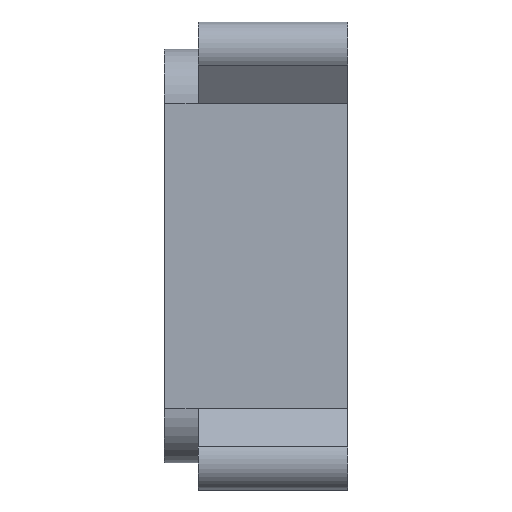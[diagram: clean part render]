
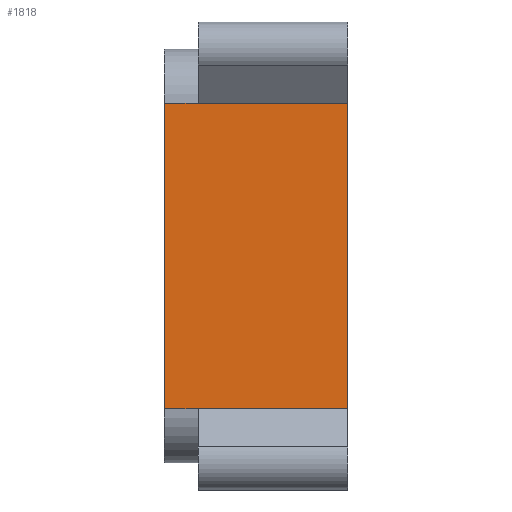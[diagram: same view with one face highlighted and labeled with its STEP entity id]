
A CAD part, left-side view. The second image highlights one B-rep face of the part: STEP entity #1818.
In plain terms, the highlighted planar face has unit normal (-1, 0, 0).
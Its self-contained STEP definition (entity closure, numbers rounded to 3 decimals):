
#14 = VERTEX_POINT ( 'NONE', #861 ) ;
#72 = VERTEX_POINT ( 'NONE', #1623 ) ;
#104 = CARTESIAN_POINT ( 'NONE',  ( -47.5, 27., -22.5 ) ) ;
#108 = VERTEX_POINT ( 'NONE', #720 ) ;
#149 = CARTESIAN_POINT ( 'NONE',  ( -47.5, 22., -22.5 ) ) ;
#161 = CARTESIAN_POINT ( 'NONE',  ( -47.5, 22., 22.5 ) ) ;
#269 = EDGE_CURVE ( 'NONE', #108, #72, #544, .T. ) ;
#282 = CARTESIAN_POINT ( 'NONE',  ( -47.5, 0., 22.5 ) ) ;
#310 = CARTESIAN_POINT ( 'NONE',  ( -47.5, 27., -22.5 ) ) ;
#333 = VECTOR ( 'NONE', #1001, 1000. ) ;
#393 = VECTOR ( 'NONE', #1267, 1000. ) ;
#402 = EDGE_CURVE ( 'NONE', #14, #1880, #1609, .T. ) ;
#406 = ORIENTED_EDGE ( 'NONE', *, *, #402, .T. ) ;
#464 = CARTESIAN_POINT ( 'NONE',  ( -47.5, 0., -22.5 ) ) ;
#466 = CARTESIAN_POINT ( 'NONE',  ( -47.5, 0., -22.5 ) ) ;
#479 = ORIENTED_EDGE ( 'NONE', *, *, #1357, .T. ) ;
#544 = LINE ( 'NONE', #1559, #393 ) ;
#568 = DIRECTION ( 'NONE',  ( 1., 0., 0. ) ) ;
#633 = VECTOR ( 'NONE', #1321, 1000. ) ;
#656 = ORIENTED_EDGE ( 'NONE', *, *, #1414, .F. ) ;
#720 = CARTESIAN_POINT ( 'NONE',  ( -47.5, 27., 22.5 ) ) ;
#739 = DIRECTION ( 'NONE',  ( 0., -1., 0. ) ) ;
#743 = LINE ( 'NONE', #464, #333 ) ;
#775 = EDGE_CURVE ( 'NONE', #1135, #108, #1383, .T. ) ;
#861 = CARTESIAN_POINT ( 'NONE',  ( -47.5, 22., -22.5 ) ) ;
#1001 = DIRECTION ( 'NONE',  ( 0., 0., 1. ) ) ;
#1028 = CARTESIAN_POINT ( 'NONE',  ( -47.5, 27., -22.5 ) ) ;
#1091 = VECTOR ( 'NONE', #739, 1000. ) ;
#1099 = ORIENTED_EDGE ( 'NONE', *, *, #1166, .T. ) ;
#1127 = ORIENTED_EDGE ( 'NONE', *, *, #775, .F. ) ;
#1135 = VERTEX_POINT ( 'NONE', #310 ) ;
#1143 = EDGE_LOOP ( 'NONE', ( #1099, #656, #1826, #1127, #479, #406 ) ) ;
#1155 = LINE ( 'NONE', #1173, #1297 ) ;
#1166 = EDGE_CURVE ( 'NONE', #1880, #1774, #743, .T. ) ;
#1173 = CARTESIAN_POINT ( 'NONE',  ( -47.5, 27., -22.5 ) ) ;
#1196 = LINE ( 'NONE', #161, #1091 ) ;
#1238 = DIRECTION ( 'NONE',  ( 0., 0., 1. ) ) ;
#1267 = DIRECTION ( 'NONE',  ( 0., -1., 0. ) ) ;
#1275 = AXIS2_PLACEMENT_3D ( 'NONE', #1028, #568, #1757 ) ;
#1291 = FACE_OUTER_BOUND ( 'NONE', #1143, .T. ) ;
#1297 = VECTOR ( 'NONE', #1439, 1000. ) ;
#1321 = DIRECTION ( 'NONE',  ( 0., -1., 0. ) ) ;
#1357 = EDGE_CURVE ( 'NONE', #1135, #14, #1155, .T. ) ;
#1383 = LINE ( 'NONE', #104, #1803 ) ;
#1414 = EDGE_CURVE ( 'NONE', #72, #1774, #1196, .T. ) ;
#1439 = DIRECTION ( 'NONE',  ( 0., -1., 0. ) ) ;
#1559 = CARTESIAN_POINT ( 'NONE',  ( -47.5, 27., 22.5 ) ) ;
#1609 = LINE ( 'NONE', #149, #633 ) ;
#1623 = CARTESIAN_POINT ( 'NONE',  ( -47.5, 22., 22.5 ) ) ;
#1757 = DIRECTION ( 'NONE',  ( 0., 0., -1. ) ) ;
#1774 = VERTEX_POINT ( 'NONE', #282 ) ;
#1803 = VECTOR ( 'NONE', #1238, 1000. ) ;
#1818 = ADVANCED_FACE ( 'NONE', ( #1291 ), #1883, .F. ) ;
#1826 = ORIENTED_EDGE ( 'NONE', *, *, #269, .F. ) ;
#1880 = VERTEX_POINT ( 'NONE', #466 ) ;
#1883 = PLANE ( 'NONE',  #1275 ) ;
